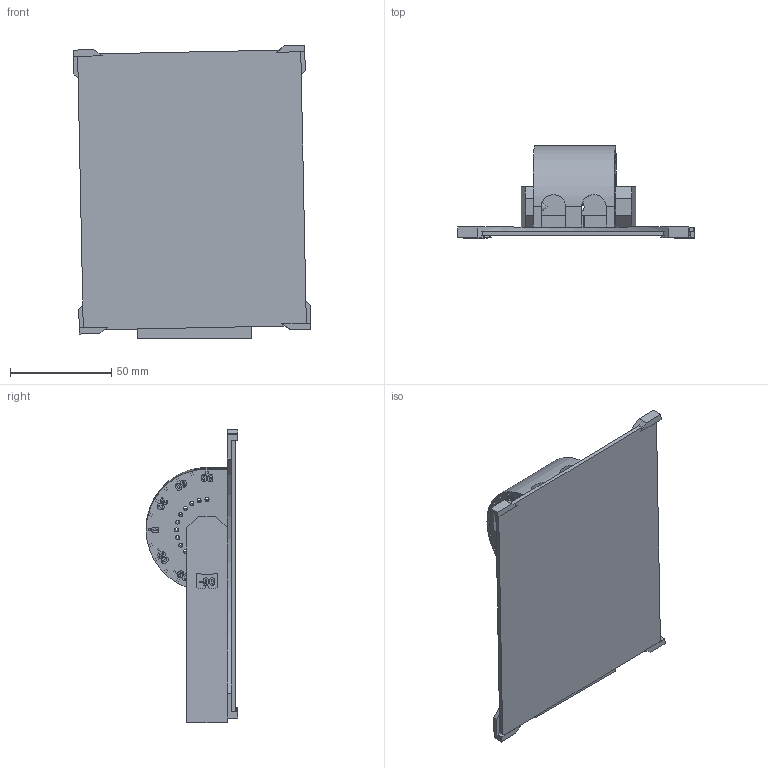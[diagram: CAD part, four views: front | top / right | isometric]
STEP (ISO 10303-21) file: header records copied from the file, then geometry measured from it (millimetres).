
FILE_DESCRIPTION(/* description */ (''),/* implementation_level */ '2;1');
FILE_NAME(/* name */ 'LearningKitSolar.stp',/* time_stamp */ '2025-04-01T11:09:24+02:00',/* author */ ('Maximilian Hock'),/* organization */ (''),/* preprocessor_version */ 'ST-DEVELOPER v20',/* originating_system */ 'Autodesk Inventor 2024',/* authorisation */ '');
FILE_SCHEMA (('AUTOMOTIVE_DESIGN { 1 0 10303 214 3 1 1 }'));
Length unit declared in the file: millimetre
Products named in the file (5): LearningKitSolarAlt; SolarCradleAlt; SolarFootAlt; SolarScale; SolarPanel
Assembly tree (4 placements, depth 2):
  LearningKitSolarAlt
    SolarCradleAlt
    SolarFootAlt
    SolarScale
    SolarPanel
Bounding box: 116.83 x 45.2 x 144.56 mm (x, y, z)
Volume: 146775.8 mm3; surface area: 79829.5 mm2
Topology: 4 solids, 4 shells, 1201 faces, 3297 edges, 2206 vertices
Faces by surface type: plane 580, bspline 578, cylinder 39, cone 4
Full cylindrical faces by diameter (mm): 2 x21, 5 x3
Entity records: 43049 total; most frequent: CARTESIAN_POINT 16083, ORIENTED_EDGE 6586, DIRECTION 3489, EDGE_CURVE 3293, VERTEX_POINT 2206, LINE 1983, VECTOR 1983, EDGE_LOOP 1369
